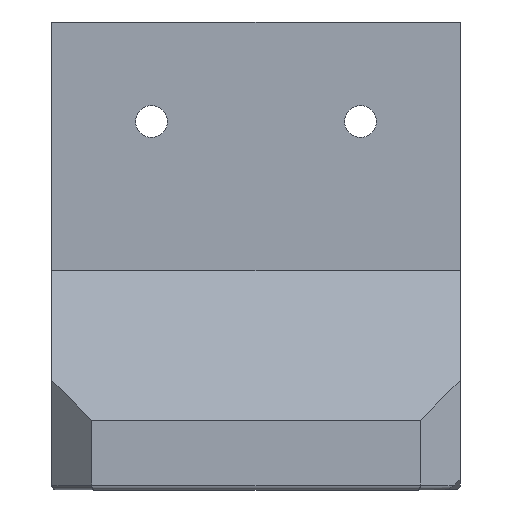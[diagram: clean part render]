
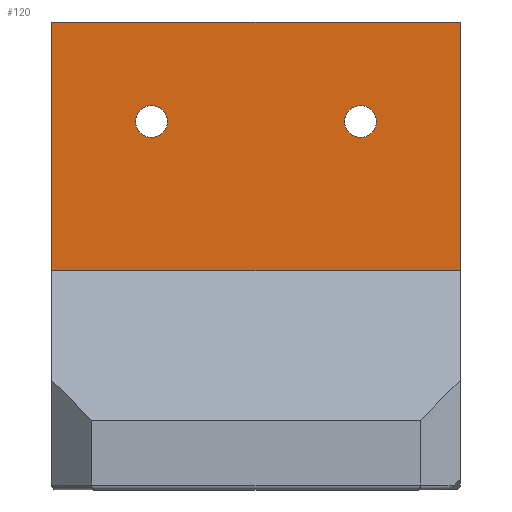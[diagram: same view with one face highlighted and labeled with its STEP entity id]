
A CAD part, front view. The second image highlights one B-rep face of the part: STEP entity #120.
In plain terms, the highlighted planar face has unit normal (0, -1, 0).
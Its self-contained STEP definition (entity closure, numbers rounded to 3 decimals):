
#22 = VERTEX_POINT('',#23);
#23 = CARTESIAN_POINT('',(0.,1.6,30.4));
#72 = VERTEX_POINT('',#73);
#73 = CARTESIAN_POINT('',(0.,1.6,5.4));
#79 = EDGE_CURVE('',#72,#22,#80,.T.);
#80 = LINE('',#81,#82);
#81 = CARTESIAN_POINT('',(0.,1.6,5.4));
#82 = VECTOR('',#83,1.);
#83 = DIRECTION('',(0.,0.,1.));
#94 = VERTEX_POINT('',#95);
#95 = CARTESIAN_POINT('',(41.,1.6,30.4));
#103 = EDGE_CURVE('',#94,#22,#104,.T.);
#104 = LINE('',#105,#106);
#105 = CARTESIAN_POINT('',(41.,1.6,30.4));
#106 = VECTOR('',#107,1.);
#107 = DIRECTION('',(-1.,-0.,-0.));
#120 = ADVANCED_FACE('',(#121,#139,#150),#161,.F.);
#121 = FACE_BOUND('',#122,.F.);
#122 = EDGE_LOOP('',(#123,#131,#132,#133));
#123 = ORIENTED_EDGE('',*,*,#124,.T.);
#124 = EDGE_CURVE('',#125,#72,#127,.T.);
#125 = VERTEX_POINT('',#126);
#126 = CARTESIAN_POINT('',(41.,1.6,5.4));
#127 = LINE('',#128,#129);
#128 = CARTESIAN_POINT('',(41.,1.6,5.4));
#129 = VECTOR('',#130,1.);
#130 = DIRECTION('',(-1.,-0.,-0.));
#131 = ORIENTED_EDGE('',*,*,#79,.T.);
#132 = ORIENTED_EDGE('',*,*,#103,.F.);
#133 = ORIENTED_EDGE('',*,*,#134,.F.);
#134 = EDGE_CURVE('',#125,#94,#135,.T.);
#135 = LINE('',#136,#137);
#136 = CARTESIAN_POINT('',(41.,1.6,5.4));
#137 = VECTOR('',#138,1.);
#138 = DIRECTION('',(0.,0.,1.));
#139 = FACE_BOUND('',#140,.F.);
#140 = EDGE_LOOP('',(#141));
#141 = ORIENTED_EDGE('',*,*,#142,.T.);
#142 = EDGE_CURVE('',#143,#143,#145,.T.);
#143 = VERTEX_POINT('',#144);
#144 = CARTESIAN_POINT('',(11.6,1.6,20.4));
#145 = CIRCLE('',#146,1.6);
#146 = AXIS2_PLACEMENT_3D('',#147,#148,#149);
#147 = CARTESIAN_POINT('',(10.,1.6,20.4));
#148 = DIRECTION('',(0.,-1.,0.));
#149 = DIRECTION('',(1.,0.,0.));
#150 = FACE_BOUND('',#151,.F.);
#151 = EDGE_LOOP('',(#152));
#152 = ORIENTED_EDGE('',*,*,#153,.T.);
#153 = EDGE_CURVE('',#154,#154,#156,.T.);
#154 = VERTEX_POINT('',#155);
#155 = CARTESIAN_POINT('',(32.6,1.6,20.4));
#156 = CIRCLE('',#157,1.6);
#157 = AXIS2_PLACEMENT_3D('',#158,#159,#160);
#158 = CARTESIAN_POINT('',(31.,1.6,20.4));
#159 = DIRECTION('',(0.,-1.,0.));
#160 = DIRECTION('',(1.,0.,0.));
#161 = PLANE('',#162);
#162 = AXIS2_PLACEMENT_3D('',#163,#164,#165);
#163 = CARTESIAN_POINT('',(41.,1.6,5.4));
#164 = DIRECTION('',(0.,1.,0.));
#165 = DIRECTION('',(0.,0.,1.));
